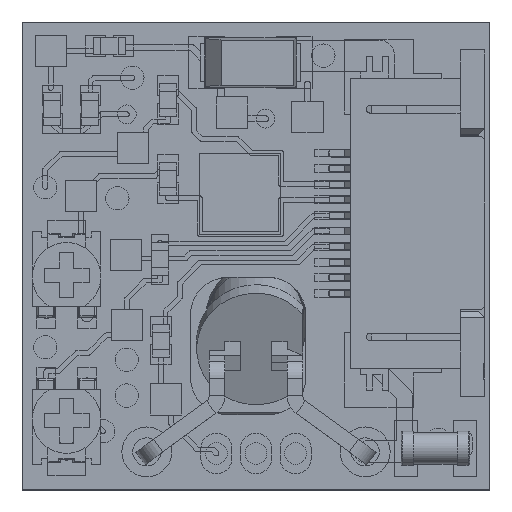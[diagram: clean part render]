
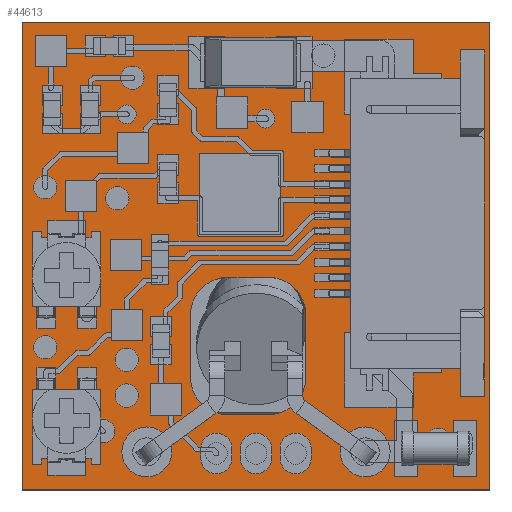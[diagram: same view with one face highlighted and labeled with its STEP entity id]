
A CAD part, top view. The second image highlights one B-rep face of the part: STEP entity #44613.
In plain terms, the highlighted planar face has unit normal (0, 0, 1).
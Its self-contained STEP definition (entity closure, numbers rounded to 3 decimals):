
#3639=LINE('',#122763,#11241);
#3643=LINE('',#122771,#11245);
#3646=LINE('',#122777,#11248);
#3648=LINE('',#122780,#11250);
#3653=LINE('',#122795,#11255);
#3657=LINE('',#122807,#11259);
#3661=LINE('',#122819,#11263);
#3664=LINE('',#122828,#11266);
#11241=VECTOR('',#103685,1.);
#11245=VECTOR('',#103691,1.);
#11248=VECTOR('',#103696,1.);
#11250=VECTOR('',#103700,1.);
#11255=VECTOR('',#103713,1.);
#11259=VECTOR('',#103725,1.);
#11263=VECTOR('',#103737,1.);
#11266=VECTOR('',#103748,1.);
#42582=FACE_BOUND('',#55180,.T.);
#42583=FACE_BOUND('',#55181,.T.);
#42584=FACE_BOUND('',#55182,.T.);
#42585=FACE_BOUND('',#55183,.T.);
#42586=FACE_BOUND('',#55184,.T.);
#42587=FACE_BOUND('',#55185,.T.);
#42588=FACE_BOUND('',#55186,.T.);
#42589=FACE_BOUND('',#55187,.T.);
#42590=FACE_BOUND('',#55188,.T.);
#42591=FACE_BOUND('',#55189,.T.);
#42592=FACE_BOUND('',#55190,.T.);
#42593=FACE_BOUND('',#55191,.T.);
#42594=FACE_BOUND('',#55192,.T.);
#42595=FACE_BOUND('',#55193,.T.);
#44613=ADVANCED_FACE('',(#42582,#42583,#42584,#42585,#42586,#42587,#42588,
#42589,#42590,#42591,#42592,#42593,#42594,#42595,#51346),#47908,.T.);
#47908=PLANE('',#93522);
#51346=FACE_OUTER_BOUND('',#55194,.T.);
#55180=EDGE_LOOP('',(#65462));
#55181=EDGE_LOOP('',(#65463));
#55182=EDGE_LOOP('',(#65464));
#55183=EDGE_LOOP('',(#65465));
#55184=EDGE_LOOP('',(#65466));
#55185=EDGE_LOOP('',(#65467));
#55186=EDGE_LOOP('',(#65468));
#55187=EDGE_LOOP('',(#65469));
#55188=EDGE_LOOP('',(#65470));
#55189=EDGE_LOOP('',(#65471));
#55190=EDGE_LOOP('',(#65472));
#55191=EDGE_LOOP('',(#65473));
#55192=EDGE_LOOP('',(#65474));
#55193=EDGE_LOOP('',(#65475,#65476,#65477,#65478,#65479,#65480,#65481,#65482));
#55194=EDGE_LOOP('',(#65483,#65484,#65485,#65486));
#65462=ORIENTED_EDGE('',*,*,#85226,.T.);
#65463=ORIENTED_EDGE('',*,*,#85225,.T.);
#65464=ORIENTED_EDGE('',*,*,#85223,.T.);
#65465=ORIENTED_EDGE('',*,*,#85221,.T.);
#65466=ORIENTED_EDGE('',*,*,#85219,.T.);
#65467=ORIENTED_EDGE('',*,*,#85217,.T.);
#65468=ORIENTED_EDGE('',*,*,#85215,.T.);
#65469=ORIENTED_EDGE('',*,*,#85213,.T.);
#65470=ORIENTED_EDGE('',*,*,#85211,.T.);
#65471=ORIENTED_EDGE('',*,*,#85209,.T.);
#65472=ORIENTED_EDGE('',*,*,#85207,.T.);
#65473=ORIENTED_EDGE('',*,*,#85205,.T.);
#65474=ORIENTED_EDGE('',*,*,#85203,.T.);
#65475=ORIENTED_EDGE('',*,*,#85201,.F.);
#65476=ORIENTED_EDGE('',*,*,#85180,.F.);
#65477=ORIENTED_EDGE('',*,*,#85184,.F.);
#65478=ORIENTED_EDGE('',*,*,#85187,.F.);
#65479=ORIENTED_EDGE('',*,*,#85190,.F.);
#65480=ORIENTED_EDGE('',*,*,#85193,.F.);
#65481=ORIENTED_EDGE('',*,*,#85196,.F.);
#65482=ORIENTED_EDGE('',*,*,#85199,.F.);
#65483=ORIENTED_EDGE('',*,*,#85177,.F.);
#65484=ORIENTED_EDGE('',*,*,#85168,.F.);
#65485=ORIENTED_EDGE('',*,*,#85172,.F.);
#65486=ORIENTED_EDGE('',*,*,#85175,.F.);
#77927=VERTEX_POINT('',#122762);
#77928=VERTEX_POINT('',#122764);
#77930=VERTEX_POINT('',#122770);
#77932=VERTEX_POINT('',#122776);
#77935=VERTEX_POINT('',#122786);
#77936=VERTEX_POINT('',#122788);
#77938=VERTEX_POINT('',#122794);
#77940=VERTEX_POINT('',#122800);
#77942=VERTEX_POINT('',#122806);
#77944=VERTEX_POINT('',#122812);
#77946=VERTEX_POINT('',#122818);
#77948=VERTEX_POINT('',#122824);
#77950=VERTEX_POINT('',#122833);
#77952=VERTEX_POINT('',#122838);
#77954=VERTEX_POINT('',#122843);
#77956=VERTEX_POINT('',#122848);
#77958=VERTEX_POINT('',#122853);
#77960=VERTEX_POINT('',#122858);
#77962=VERTEX_POINT('',#122863);
#77964=VERTEX_POINT('',#122868);
#77966=VERTEX_POINT('',#122873);
#77968=VERTEX_POINT('',#122878);
#77970=VERTEX_POINT('',#122883);
#77972=VERTEX_POINT('',#122888);
#77973=VERTEX_POINT('',#122891);
#85168=EDGE_CURVE('',#77927,#77928,#3639,.T.);
#85172=EDGE_CURVE('',#77930,#77927,#3643,.T.);
#85175=EDGE_CURVE('',#77932,#77930,#3646,.T.);
#85177=EDGE_CURVE('',#77928,#77932,#3648,.T.);
#85180=EDGE_CURVE('',#77935,#77936,#90743,.T.);
#85184=EDGE_CURVE('',#77938,#77935,#3653,.T.);
#85187=EDGE_CURVE('',#77940,#77938,#90745,.T.);
#85190=EDGE_CURVE('',#77942,#77940,#3657,.T.);
#85193=EDGE_CURVE('',#77944,#77942,#90747,.T.);
#85196=EDGE_CURVE('',#77946,#77944,#3661,.T.);
#85199=EDGE_CURVE('',#77948,#77946,#90749,.T.);
#85201=EDGE_CURVE('',#77936,#77948,#3664,.T.);
#85203=EDGE_CURVE('',#77950,#77950,#90751,.T.);
#85205=EDGE_CURVE('',#77952,#77952,#90753,.T.);
#85207=EDGE_CURVE('',#77954,#77954,#90755,.T.);
#85209=EDGE_CURVE('',#77956,#77956,#90757,.T.);
#85211=EDGE_CURVE('',#77958,#77958,#90759,.T.);
#85213=EDGE_CURVE('',#77960,#77960,#90761,.T.);
#85215=EDGE_CURVE('',#77962,#77962,#90763,.T.);
#85217=EDGE_CURVE('',#77964,#77964,#90765,.T.);
#85219=EDGE_CURVE('',#77966,#77966,#90767,.T.);
#85221=EDGE_CURVE('',#77968,#77968,#90769,.T.);
#85223=EDGE_CURVE('',#77970,#77970,#90771,.T.);
#85225=EDGE_CURVE('',#77972,#77972,#90773,.T.);
#85226=EDGE_CURVE('',#77973,#77973,#90774,.T.);
#90743=CIRCLE('',#93470,1.2);
#90745=CIRCLE('',#93474,1.2);
#90747=CIRCLE('',#93478,1.2);
#90749=CIRCLE('',#93482,1.2);
#90751=CIRCLE('',#93486,0.4);
#90753=CIRCLE('',#93489,0.3);
#90755=CIRCLE('',#93492,0.3);
#90757=CIRCLE('',#93495,0.3);
#90759=CIRCLE('',#93498,0.3);
#90761=CIRCLE('',#93501,0.3);
#90763=CIRCLE('',#93504,0.3);
#90765=CIRCLE('',#93507,0.3);
#90767=CIRCLE('',#93510,0.35);
#90769=CIRCLE('',#93513,0.35);
#90771=CIRCLE('',#93516,0.35);
#90773=CIRCLE('',#93519,0.45);
#90774=CIRCLE('',#93521,0.45);
#93470=AXIS2_PLACEMENT_3D('',#122787,#103706,#103707);
#93474=AXIS2_PLACEMENT_3D('',#122801,#103719,#103720);
#93478=AXIS2_PLACEMENT_3D('',#122813,#103731,#103732);
#93482=AXIS2_PLACEMENT_3D('',#122825,#103743,#103744);
#93486=AXIS2_PLACEMENT_3D('',#122832,#103753,#103754);
#93489=AXIS2_PLACEMENT_3D('',#122837,#103759,#103760);
#93492=AXIS2_PLACEMENT_3D('',#122842,#103765,#103766);
#93495=AXIS2_PLACEMENT_3D('',#122847,#103771,#103772);
#93498=AXIS2_PLACEMENT_3D('',#122852,#103777,#103778);
#93501=AXIS2_PLACEMENT_3D('',#122857,#103783,#103784);
#93504=AXIS2_PLACEMENT_3D('',#122862,#103789,#103790);
#93507=AXIS2_PLACEMENT_3D('',#122867,#103795,#103796);
#93510=AXIS2_PLACEMENT_3D('',#122872,#103801,#103802);
#93513=AXIS2_PLACEMENT_3D('',#122877,#103807,#103808);
#93516=AXIS2_PLACEMENT_3D('',#122882,#103813,#103814);
#93519=AXIS2_PLACEMENT_3D('',#122887,#103819,#103820);
#93521=AXIS2_PLACEMENT_3D('',#122890,#103823,#103824);
#93522=AXIS2_PLACEMENT_3D('',#122892,#103825,#103826);
#103685=DIRECTION('',(0.,-1.,0.));
#103691=DIRECTION('',(1.,0.,0.));
#103696=DIRECTION('',(0.,1.,0.));
#103700=DIRECTION('',(-1.,0.,0.));
#103706=DIRECTION('',(0.,0.,1.));
#103707=DIRECTION('',(-0.707,-0.707,0.));
#103713=DIRECTION('',(0.,-1.,0.));
#103719=DIRECTION('',(0.,0.,1.));
#103720=DIRECTION('',(-0.707,0.707,0.));
#103725=DIRECTION('',(-1.,0.,0.));
#103731=DIRECTION('',(0.,0.,1.));
#103732=DIRECTION('',(0.707,0.707,0.));
#103737=DIRECTION('',(0.,1.,0.));
#103743=DIRECTION('',(0.,0.,1.));
#103744=DIRECTION('',(0.707,-0.707,0.));
#103748=DIRECTION('',(1.,0.,0.));
#103753=DIRECTION('',(0.,0.,-1.));
#103754=DIRECTION('',(-1.,0.,0.));
#103759=DIRECTION('',(0.,0.,-1.));
#103760=DIRECTION('',(-1.,0.,0.));
#103765=DIRECTION('',(0.,0.,-1.));
#103766=DIRECTION('',(-1.,0.,0.));
#103771=DIRECTION('',(0.,0.,-1.));
#103772=DIRECTION('',(-1.,0.,0.));
#103777=DIRECTION('',(0.,0.,-1.));
#103778=DIRECTION('',(-1.,0.,0.));
#103783=DIRECTION('',(0.,0.,-1.));
#103784=DIRECTION('',(-1.,0.,0.));
#103789=DIRECTION('',(0.,0.,-1.));
#103790=DIRECTION('',(-1.,0.,0.));
#103795=DIRECTION('',(0.,0.,-1.));
#103796=DIRECTION('',(-1.,0.,0.));
#103801=DIRECTION('',(0.,0.,-1.));
#103802=DIRECTION('',(-1.,0.,0.));
#103807=DIRECTION('',(0.,0.,-1.));
#103808=DIRECTION('',(-1.,0.,0.));
#103813=DIRECTION('',(0.,0.,-1.));
#103814=DIRECTION('',(-1.,0.,0.));
#103819=DIRECTION('',(0.,0.,-1.));
#103820=DIRECTION('',(-1.,0.,0.));
#103823=DIRECTION('',(0.,0.,-1.));
#103824=DIRECTION('',(-1.,0.,0.));
#103825=DIRECTION('',(0.,0.,1.));
#103826=DIRECTION('',(-1.,0.,0.));
#122762=CARTESIAN_POINT('',(7.5,7.5,6.216));
#122763=CARTESIAN_POINT('',(7.5,7.5,6.216));
#122764=CARTESIAN_POINT('',(7.5,-7.5,6.216));
#122770=CARTESIAN_POINT('',(-7.5,7.5,6.216));
#122771=CARTESIAN_POINT('',(-7.5,7.5,6.216));
#122776=CARTESIAN_POINT('',(-7.5,-7.5,6.216));
#122777=CARTESIAN_POINT('',(-7.5,-7.5,6.216));
#122780=CARTESIAN_POINT('',(7.5,-7.5,6.216));
#122786=CARTESIAN_POINT('',(-2.102,-3.887,6.216));
#122787=CARTESIAN_POINT('',(-0.902,-3.887,6.216));
#122788=CARTESIAN_POINT('',(-0.902,-5.087,6.216));
#122794=CARTESIAN_POINT('',(-2.102,-1.887,6.216));
#122795=CARTESIAN_POINT('',(-2.102,-1.887,6.216));
#122800=CARTESIAN_POINT('',(-0.902,-0.687,6.216));
#122801=CARTESIAN_POINT('',(-0.902,-1.887,6.216));
#122806=CARTESIAN_POINT('',(0.398,-0.687,6.216));
#122807=CARTESIAN_POINT('',(0.398,-0.687,6.216));
#122812=CARTESIAN_POINT('',(1.598,-1.887,6.216));
#122813=CARTESIAN_POINT('',(0.398,-1.887,6.216));
#122818=CARTESIAN_POINT('',(1.598,-3.887,6.216));
#122819=CARTESIAN_POINT('',(1.598,-3.887,6.216));
#122824=CARTESIAN_POINT('',(0.398,-5.087,6.216));
#122825=CARTESIAN_POINT('',(0.398,-3.887,6.216));
#122828=CARTESIAN_POINT('',(-0.902,-5.087,6.216));
#122832=CARTESIAN_POINT('',(6.375,3.298,6.216));
#122833=CARTESIAN_POINT('',(6.775,3.298,6.216));
#122837=CARTESIAN_POINT('',(6.375,-1.198,6.216));
#122838=CARTESIAN_POINT('',(6.675,-1.198,6.216));
#122842=CARTESIAN_POINT('',(6.375,0.301,6.216));
#122843=CARTESIAN_POINT('',(6.675,0.301,6.216));
#122847=CARTESIAN_POINT('',(4.775,0.301,6.216));
#122848=CARTESIAN_POINT('',(5.075,0.301,6.216));
#122852=CARTESIAN_POINT('',(4.975,3.298,6.216));
#122853=CARTESIAN_POINT('',(5.275,3.298,6.216));
#122857=CARTESIAN_POINT('',(6.375,1.799,6.216));
#122858=CARTESIAN_POINT('',(6.675,1.799,6.216));
#122862=CARTESIAN_POINT('',(4.775,1.799,6.216));
#122863=CARTESIAN_POINT('',(5.075,1.799,6.216));
#122867=CARTESIAN_POINT('',(4.975,-1.198,6.216));
#122868=CARTESIAN_POINT('',(5.275,-1.198,6.216));
#122872=CARTESIAN_POINT('',(-1.27,-6.33,6.216));
#122873=CARTESIAN_POINT('',(-0.92,-6.33,6.216));
#122877=CARTESIAN_POINT('',(0.,-6.33,6.216));
#122878=CARTESIAN_POINT('',(0.35,-6.33,6.216));
#122882=CARTESIAN_POINT('',(1.27,-6.33,6.216));
#122883=CARTESIAN_POINT('',(1.62,-6.33,6.216));
#122887=CARTESIAN_POINT('',(-3.5,-6.28,6.216));
#122888=CARTESIAN_POINT('',(-3.05,-6.28,6.216));
#122890=CARTESIAN_POINT('',(3.5,-6.28,6.216));
#122891=CARTESIAN_POINT('',(3.95,-6.28,6.216));
#122892=CARTESIAN_POINT('',(0.,0.,6.216));
